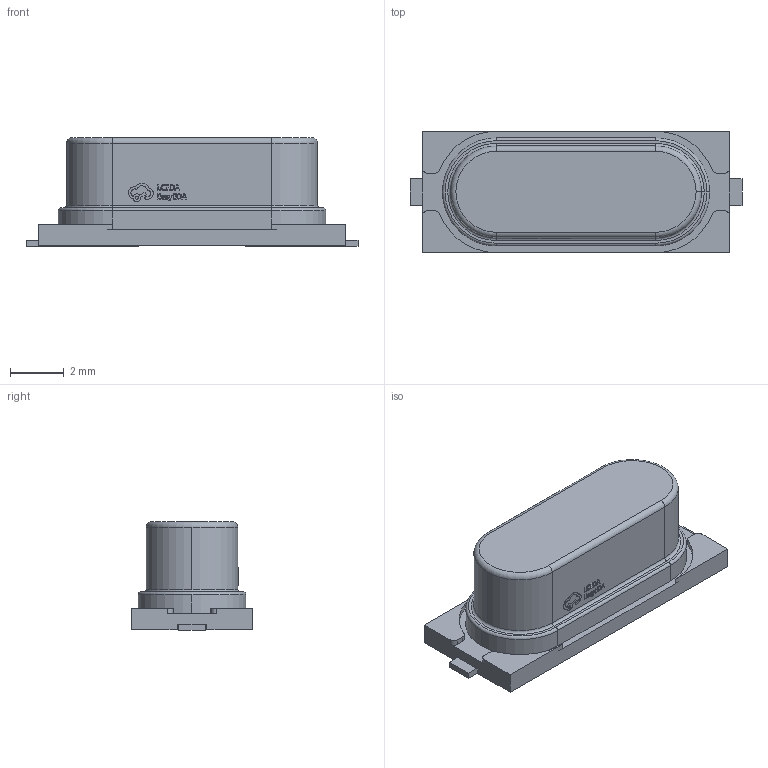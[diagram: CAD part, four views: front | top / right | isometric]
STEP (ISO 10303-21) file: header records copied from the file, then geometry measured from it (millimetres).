
FILE_DESCRIPTION (( 'STEP AP214' ), '1' );
FILE_NAME ('HC-49S_L11.4-W4.5-LS12.3.STEP', '2022-06-20T14:43:40', ( '' ), ( '' ), 'SwSTEP 2.0', 'SolidWorks 2020', '' );
FILE_SCHEMA (( 'AUTOMOTIVE_DESIGN' ));
Length unit declared in the file: millimetre
Products named in the file (1): HC-49S_L11.4-W4.5-LS12.3
Bounding box: 12.3 x 4.5 x 4.02 mm (x, y, z)
Volume: 136.9 mm3; surface area: 211.6 mm2
Topology: 1 solids, 1 shells, 297 faces, 806 edges, 532 vertices
Faces by surface type: plane 166, bspline 98, cylinder 24, torus 9
Entity records: 13108 total; most frequent: CARTESIAN_POINT 2942, ORIENTED_EDGE 1612, DIRECTION 1069, EDGE_CURVE 806, LINE 543, VECTOR 543, VERTEX_POINT 532, EDGE_LOOP 318
